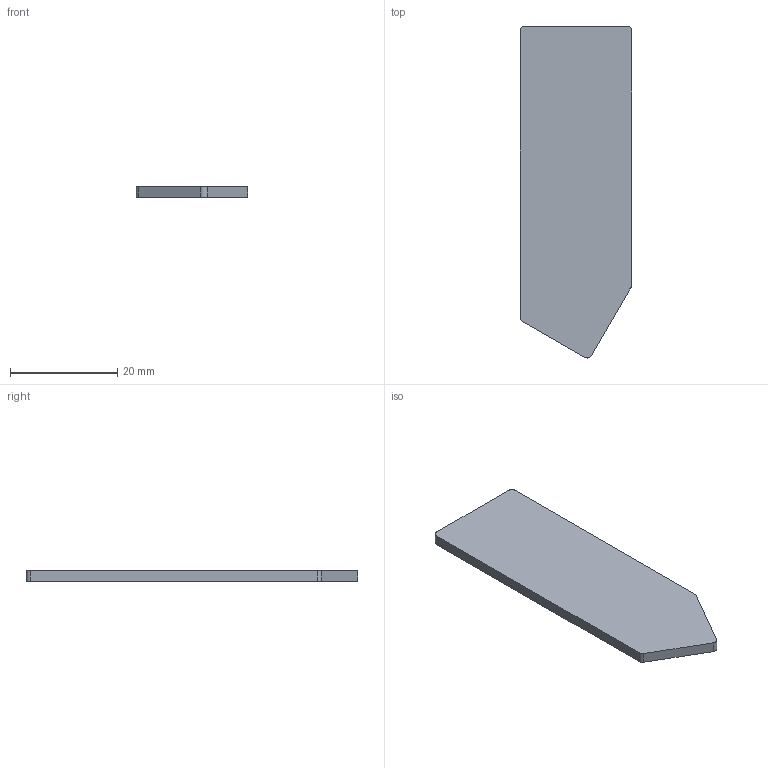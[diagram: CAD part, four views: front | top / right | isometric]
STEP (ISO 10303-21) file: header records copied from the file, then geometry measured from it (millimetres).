
FILE_DESCRIPTION(/* description */ (''),/* implementation_level */ '2;1');
FILE_NAME(/* name */ 'beauty_left.step',/* time_stamp */ '2023-07-29T01:31:56+10:00',/* author */ (''),/* organization */ (''),/* preprocessor_version */ 'ST-DEVELOPER v20',/* originating_system */ 'Autodesk Translation Framework v12.9.0.99',/* authorisation */ '');
FILE_SCHEMA (('AUTOMOTIVE_DESIGN { 1 0 10303 214 3 1 1 }'));
Length unit declared in the file: millimetre
Products named in the file (1): (Unsaved)
Bounding box: 20.8 x 61.96 x 2 mm (x, y, z)
Volume: 2380 mm3; surface area: 2711.4 mm2
Topology: 1 solids, 1 shells, 32 faces, 84 edges, 56 vertices
Faces by surface type: cylinder 19, plane 9, bspline 4
Full cylindrical faces by diameter (mm): 1.623 x2
Entity records: 2431 total; most frequent: CARTESIAN_POINT 1435, ORIENTED_EDGE 168, DIRECTION 124, EDGE_CURVE 84, VERTEX_POINT 56, AXIS2_PLACEMENT_3D 47, B_SPLINE_CURVE_WITH_KNOTS 36, PRESENTATION_STYLE_ASSIGNMENT 36
